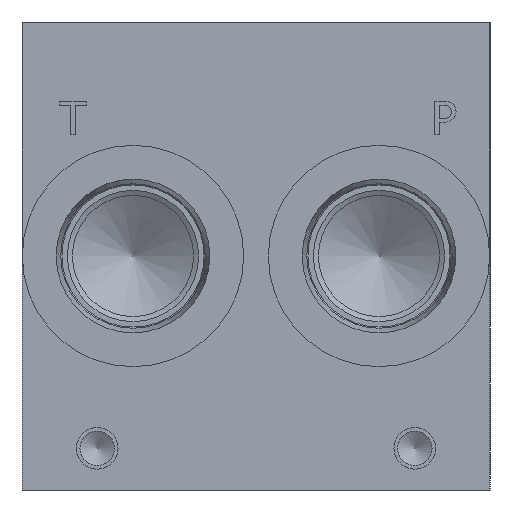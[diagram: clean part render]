
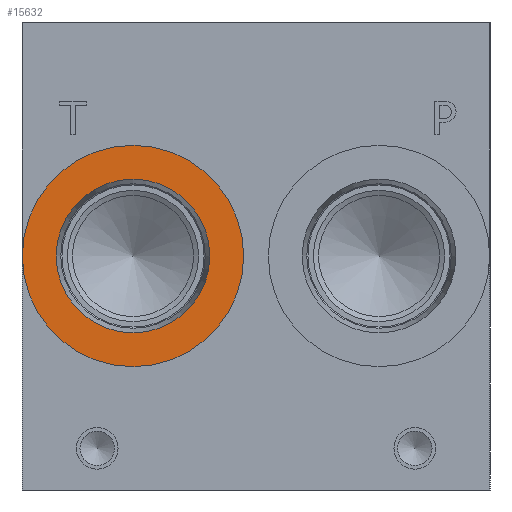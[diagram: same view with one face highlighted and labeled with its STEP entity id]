
A CAD part, left-side view. The second image highlights one B-rep face of the part: STEP entity #15632.
In plain terms, the highlighted planar face has unit normal (-1, 0, 0).
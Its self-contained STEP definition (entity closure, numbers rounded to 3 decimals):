
#570=CIRCLE('',#16390,21.019);
#571=CIRCLE('',#16391,21.019);
#572=CIRCLE('',#16393,14.592);
#573=CIRCLE('',#16394,14.592);
#1366=FACE_BOUND('',#2966,.T.);
#2067=FACE_OUTER_BOUND('',#2965,.T.);
#2965=EDGE_LOOP('',(#13138,#13139));
#2966=EDGE_LOOP('',(#13140,#13141));
#7092=VERTEX_POINT('',#26723);
#7093=VERTEX_POINT('',#26725);
#7094=VERTEX_POINT('',#26729);
#7095=VERTEX_POINT('',#26730);
#9192=EDGE_CURVE('',#7092,#7093,#570,.T.);
#9193=EDGE_CURVE('',#7093,#7092,#571,.T.);
#9194=EDGE_CURVE('',#7094,#7095,#572,.T.);
#9195=EDGE_CURVE('',#7095,#7094,#573,.T.);
#13138=ORIENTED_EDGE('',*,*,#9193,.F.);
#13139=ORIENTED_EDGE('',*,*,#9192,.F.);
#13140=ORIENTED_EDGE('',*,*,#9194,.T.);
#13141=ORIENTED_EDGE('',*,*,#9195,.T.);
#14391=PLANE('',#16392);
#15632=ADVANCED_FACE('',(#2067,#1366),#14391,.F.);
#16390=AXIS2_PLACEMENT_3D('',#26726,#19191,#19192);
#16391=AXIS2_PLACEMENT_3D('',#26727,#19193,#19194);
#16392=AXIS2_PLACEMENT_3D('',#26728,#19195,#19196);
#16393=AXIS2_PLACEMENT_3D('',#26731,#19197,#19198);
#16394=AXIS2_PLACEMENT_3D('',#26732,#19199,#19200);
#19191=DIRECTION('center_axis',(1.,0.,0.));
#19192=DIRECTION('ref_axis',(0.,0.,-1.));
#19193=DIRECTION('center_axis',(1.,0.,0.));
#19194=DIRECTION('ref_axis',(0.,0.,-1.));
#19195=DIRECTION('center_axis',(1.,0.,0.));
#19196=DIRECTION('ref_axis',(0.,0.,-1.));
#19197=DIRECTION('center_axis',(1.,0.,0.));
#19198=DIRECTION('ref_axis',(0.,0.,-1.));
#19199=DIRECTION('center_axis',(1.,0.,0.));
#19200=DIRECTION('ref_axis',(0.,0.,-1.));
#26723=CARTESIAN_POINT('',(0.787,67.818,23.432));
#26725=CARTESIAN_POINT('',(0.787,67.818,65.469));
#26726=CARTESIAN_POINT('Origin',(0.787,67.818,44.45));
#26727=CARTESIAN_POINT('Origin',(0.787,67.818,44.45));
#26728=CARTESIAN_POINT('Origin',(0.787,67.818,59.042));
#26729=CARTESIAN_POINT('',(0.787,67.818,59.042));
#26730=CARTESIAN_POINT('',(0.787,67.818,29.858));
#26731=CARTESIAN_POINT('Origin',(0.787,67.818,44.45));
#26732=CARTESIAN_POINT('Origin',(0.787,67.818,44.45));
